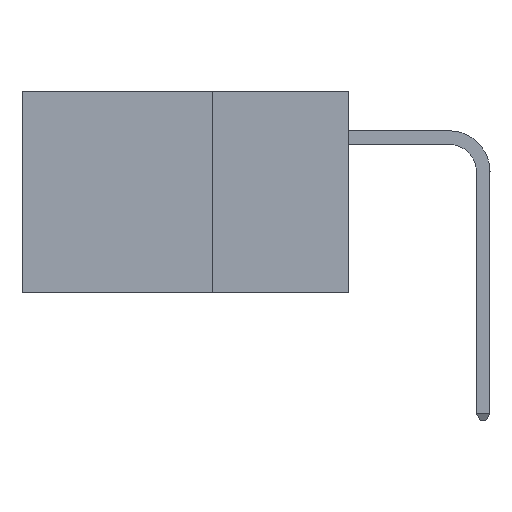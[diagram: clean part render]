
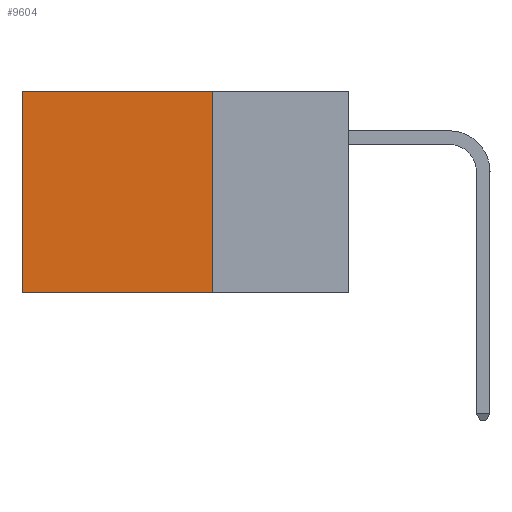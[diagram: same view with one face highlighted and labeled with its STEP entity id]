
A CAD part, left-side view. The second image highlights one B-rep face of the part: STEP entity #9604.
In plain terms, the highlighted planar face has unit normal (-1, 0, 0).
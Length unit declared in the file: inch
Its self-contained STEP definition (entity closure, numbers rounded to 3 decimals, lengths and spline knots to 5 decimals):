
#423 = ORIENTED_EDGE ( 'NONE', *, *, #8721, .T. ) ;
#627 = CARTESIAN_POINT ( 'NONE',  ( 0.2875, 0.25, 0. ) ) ;
#1398 = VECTOR ( 'NONE', #14362, 39.37008 ) ;
#1415 = VERTEX_POINT ( 'NONE', #1471 ) ;
#1471 = CARTESIAN_POINT ( 'NONE',  ( 0.2875, 0.25, 0. ) ) ;
#3071 = EDGE_CURVE ( 'NONE', #17791, #3952, #13985, .T. ) ;
#3952 = VERTEX_POINT ( 'NONE', #6684 ) ;
#4091 = CARTESIAN_POINT ( 'NONE',  ( 0.2875, 0.6, 0. ) ) ;
#5332 = DIRECTION ( 'NONE',  ( 0., 1., 0. ) ) ;
#5528 = EDGE_LOOP ( 'NONE', ( #423, #11925, #6537, #13989 ) ) ;
#6175 = DIRECTION ( 'NONE',  ( 1., 0., 0. ) ) ;
#6242 = LINE ( 'NONE', #19516, #1398 ) ;
#6537 = ORIENTED_EDGE ( 'NONE', *, *, #10699, .F. ) ;
#6684 = CARTESIAN_POINT ( 'NONE',  ( 0.2875, 0.6, -0.37 ) ) ;
#7052 = EDGE_CURVE ( 'NONE', #1415, #12729, #22314, .T. ) ;
#7972 = PLANE ( 'NONE',  #16915 ) ;
#8721 = EDGE_CURVE ( 'NONE', #12729, #3952, #6242, .T. ) ;
#9604 = ADVANCED_FACE ( 'NONE', ( #11045 ), #7972, .F. ) ;
#9889 = VECTOR ( 'NONE', #5332, 39.37008 ) ;
#10699 = EDGE_CURVE ( 'NONE', #1415, #17791, #16192, .T. ) ;
#11045 = FACE_OUTER_BOUND ( 'NONE', #5528, .T. ) ;
#11925 = ORIENTED_EDGE ( 'NONE', *, *, #3071, .F. ) ;
#12729 = VERTEX_POINT ( 'NONE', #4091 ) ;
#13307 = DIRECTION ( 'NONE',  ( 0., 1., 0. ) ) ;
#13985 = LINE ( 'NONE', #15287, #9889 ) ;
#13989 = ORIENTED_EDGE ( 'NONE', *, *, #7052, .T. ) ;
#14362 = DIRECTION ( 'NONE',  ( 0., 0., -1. ) ) ;
#15061 = CARTESIAN_POINT ( 'NONE',  ( 0.2875, 0.25, 0. ) ) ;
#15287 = CARTESIAN_POINT ( 'NONE',  ( 0.2875, 0.25, -0.37 ) ) ;
#16192 = LINE ( 'NONE', #21210, #16740 ) ;
#16740 = VECTOR ( 'NONE', #22912, 39.37008 ) ;
#16915 = AXIS2_PLACEMENT_3D ( 'NONE', #15061, #6175, #18545 ) ;
#17791 = VERTEX_POINT ( 'NONE', #17952 ) ;
#17952 = CARTESIAN_POINT ( 'NONE',  ( 0.2875, 0.25, -0.37 ) ) ;
#18545 = DIRECTION ( 'NONE',  ( 0., 0., -1. ) ) ;
#19516 = CARTESIAN_POINT ( 'NONE',  ( 0.2875, 0.6, 0. ) ) ;
#21210 = CARTESIAN_POINT ( 'NONE',  ( 0.2875, 0.25, 0. ) ) ;
#21783 = VECTOR ( 'NONE', #13307, 39.37008 ) ;
#22314 = LINE ( 'NONE', #627, #21783 ) ;
#22912 = DIRECTION ( 'NONE',  ( 0., 0., -1. ) ) ;
